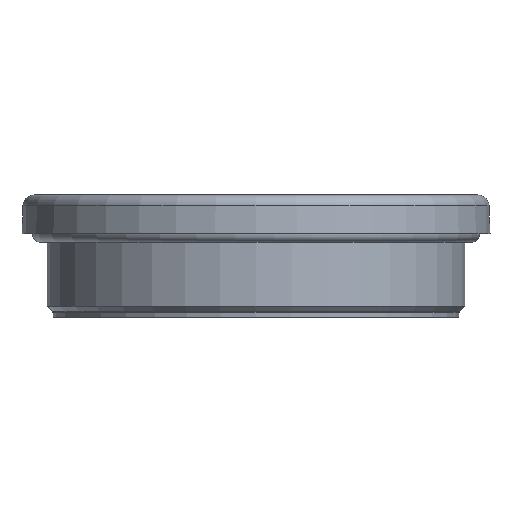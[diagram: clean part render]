
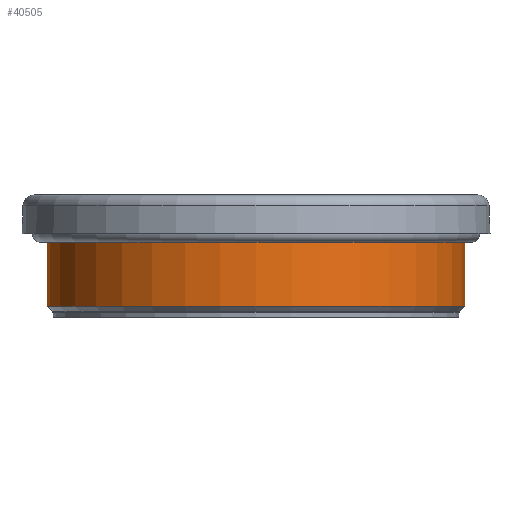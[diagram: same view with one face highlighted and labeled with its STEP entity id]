
A CAD part, front view. The second image highlights one B-rep face of the part: STEP entity #40505.
In plain terms, the highlighted cylindrical face has radius 37.5 mm (diameter 75 mm), a full revolution.
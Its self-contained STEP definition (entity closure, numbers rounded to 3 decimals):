
#59=CYLINDRICAL_SURFACE('',#41809,37.5);
#147=CIRCLE('',#41795,37.5);
#148=CIRCLE('',#41796,37.5);
#154=CIRCLE('',#41806,37.5);
#155=CIRCLE('',#41807,37.5);
#156=CIRCLE('',#41808,37.5);
#4968=FACE_OUTER_BOUND('',#7196,.T.);
#7196=EDGE_LOOP('',(#35251,#35252,#35253,#35254,#35255,#35256,#35257));
#10975=LINE('',#70971,#14753);
#14753=VECTOR('',#48156,37.5);
#18469=VERTEX_POINT('',#70948);
#18470=VERTEX_POINT('',#70950);
#18473=VERTEX_POINT('',#70963);
#18474=VERTEX_POINT('',#70965);
#18475=VERTEX_POINT('',#70967);
#24059=EDGE_CURVE('',#18469,#18470,#147,.T.);
#24060=EDGE_CURVE('',#18470,#18469,#148,.T.);
#24066=EDGE_CURVE('',#18474,#18473,#154,.T.);
#24067=EDGE_CURVE('',#18475,#18474,#155,.T.);
#24068=EDGE_CURVE('',#18473,#18475,#156,.T.);
#24069=EDGE_CURVE('',#18469,#18475,#10975,.T.);
#35251=ORIENTED_EDGE('',*,*,#24060,.F.);
#35252=ORIENTED_EDGE('',*,*,#24059,.F.);
#35253=ORIENTED_EDGE('',*,*,#24069,.T.);
#35254=ORIENTED_EDGE('',*,*,#24067,.T.);
#35255=ORIENTED_EDGE('',*,*,#24066,.T.);
#35256=ORIENTED_EDGE('',*,*,#24068,.T.);
#35257=ORIENTED_EDGE('',*,*,#24069,.F.);
#40505=ADVANCED_FACE('',(#4968),#59,.T.);
#41795=AXIS2_PLACEMENT_3D('',#70951,#48126,#48127);
#41796=AXIS2_PLACEMENT_3D('',#70952,#48128,#48129);
#41806=AXIS2_PLACEMENT_3D('',#70966,#48148,#48149);
#41807=AXIS2_PLACEMENT_3D('',#70968,#48150,#48151);
#41808=AXIS2_PLACEMENT_3D('',#70969,#48152,#48153);
#41809=AXIS2_PLACEMENT_3D('',#70970,#48154,#48155);
#48126=DIRECTION('center_axis',(0.,0.,-1.));
#48127=DIRECTION('ref_axis',(1.,0.,0.));
#48128=DIRECTION('center_axis',(0.,0.,-1.));
#48129=DIRECTION('ref_axis',(1.,0.,0.));
#48148=DIRECTION('center_axis',(0.,0.,-1.));
#48149=DIRECTION('ref_axis',(1.,0.,0.));
#48150=DIRECTION('center_axis',(0.,0.,-1.));
#48151=DIRECTION('ref_axis',(1.,0.,0.));
#48152=DIRECTION('center_axis',(0.,0.,-1.));
#48153=DIRECTION('ref_axis',(1.,0.,0.));
#48154=DIRECTION('center_axis',(0.,0.,-1.));
#48155=DIRECTION('ref_axis',(0.,1.,0.));
#48156=DIRECTION('',(0.,0.,1.));
#70948=CARTESIAN_POINT('',(0.,-37.5,-9.455));
#70950=CARTESIAN_POINT('',(0.,37.5,-9.455));
#70951=CARTESIAN_POINT('Origin',(0.,0.,-9.455));
#70952=CARTESIAN_POINT('Origin',(0.,0.,-9.455));
#70963=CARTESIAN_POINT('',(37.5,0.,3.5));
#70965=CARTESIAN_POINT('',(0.,37.5,3.5));
#70966=CARTESIAN_POINT('Origin',(0.,0.,3.5));
#70967=CARTESIAN_POINT('',(0.,-37.5,3.5));
#70968=CARTESIAN_POINT('Origin',(0.,0.,3.5));
#70969=CARTESIAN_POINT('Origin',(0.,0.,3.5));
#70970=CARTESIAN_POINT('Origin',(0.,0.,-2.978));
#70971=CARTESIAN_POINT('',(0.,-37.5,-2.978));
